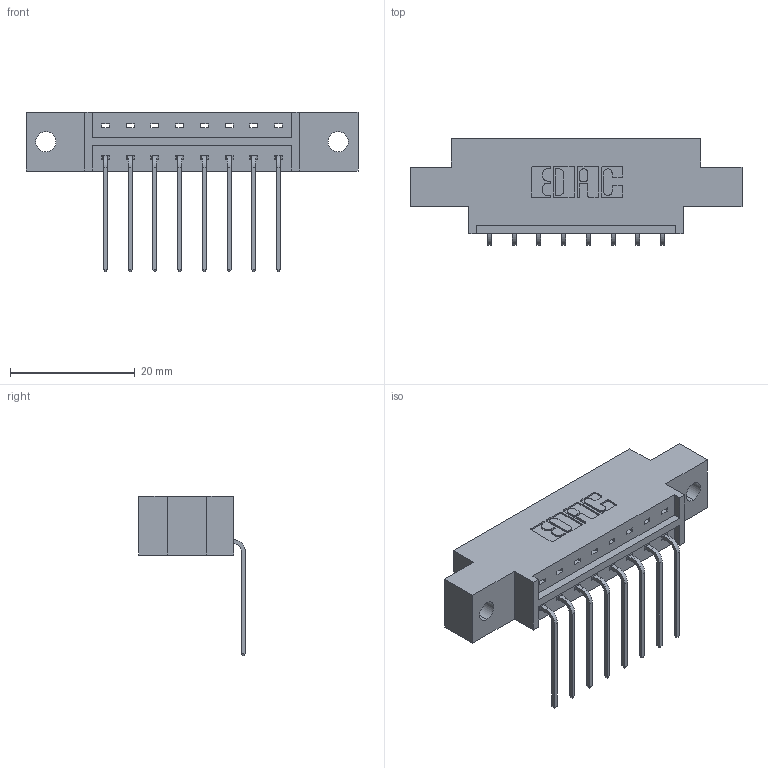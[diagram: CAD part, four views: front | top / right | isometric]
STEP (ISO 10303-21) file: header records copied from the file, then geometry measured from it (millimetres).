
FILE_DESCRIPTION (( 'STEP AP203' ), '1' );
FILE_NAME ('333-008-559-602.STEP', '2018-07-31T22:15:22', ( '' ), ( '' ), 'SwSTEP 2.0', 'SolidWorks 2016', '' );
FILE_SCHEMA (( 'CONFIG_CONTROL_DESIGN' ));
Length unit declared in the file: inch
Products named in the file (3): 333-008-559-602; 333 Part_Offset - .128 Dia; 345-292-001_558 559 Tail - 1
Assembly tree (9 placements, depth 2):
  333-008-559-602
    333 Part_Offset - .128 Dia
    345-292-001_558 559 Tail - 1  x8
Bounding box: 53.24 x 17.09 x 25.53 mm (x, y, z)
Volume: 4827.1 mm3; surface area: 5089.4 mm2
Topology: 9 solids, 9 shells, 598 faces, 1779 edges, 1174 vertices
Faces by surface type: plane 426, cylinder 172
Entity records: 9507 total; most frequent: CARTESIAN_POINT 1654, ORIENTED_EDGE 1598, DIRECTION 1463, EDGE_CURVE 799, VECTOR 671, LINE 671, VERTEX_POINT 530, AXIS2_PLACEMENT_3D 396
